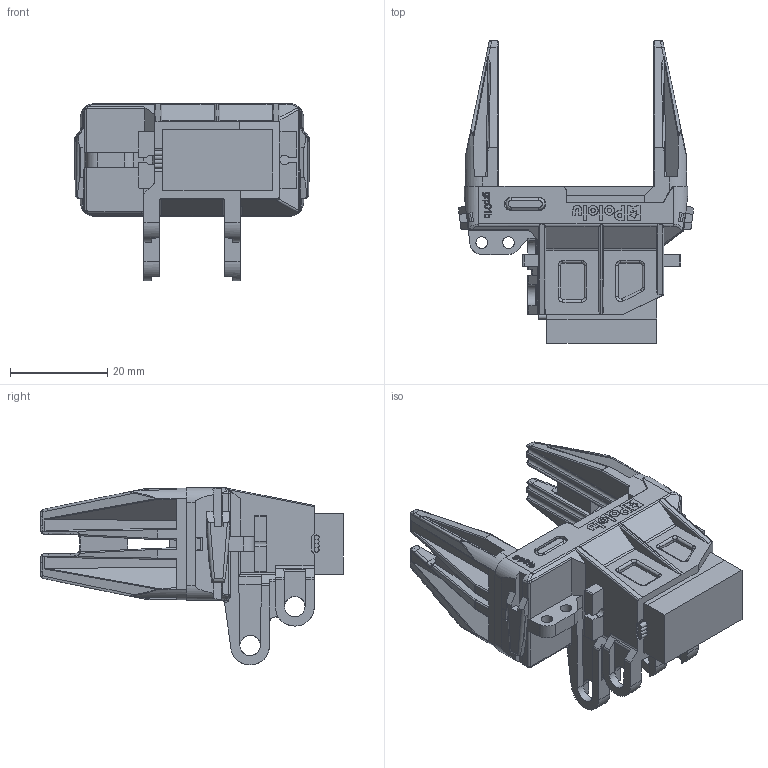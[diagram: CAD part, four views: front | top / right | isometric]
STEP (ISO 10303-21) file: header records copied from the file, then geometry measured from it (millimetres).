
FILE_DESCRIPTION (( 'STEP AP214' ), '1' );
FILE_NAME ('Micro_Gripper_assmebly.STEP', '2018-09-12T21:33:43', ( '' ), ( '' ), 'SwSTEP 2.0', 'SolidWorks 2016', '' );
FILE_SCHEMA (( 'AUTOMOTIVE_DESIGN' ));
Length unit declared in the file: millimetre
Products named in the file (3): assembled_gripper_1_1; Micro_Gripper_assmebly; grp01c_for_model_1_1
Assembly tree (3 placements, depth 2):
  Micro_Gripper_assmebly
    assembled_gripper_1_1
    grp01c_for_model_1_1  x2
Bounding box: 48.32 x 62.3 x 36.6 mm (x, y, z)
Volume: 23009.8 mm3; surface area: 11991.1 mm2
Topology: 3 solids, 6 shells, 1329 faces, 3552 edges, 2261 vertices
Faces by surface type: plane 608, bspline 356, cylinder 290, torus 55, sphere 15, cone 5
Entity records: 66947 total; most frequent: CARTESIAN_POINT 28876, ORIENTED_EDGE 6122, DIRECTION 3803, EDGE_CURVE 3061, VERTEX_POINT 1972, VECTOR 1641, LINE 1641, EDGE_LOOP 1211
